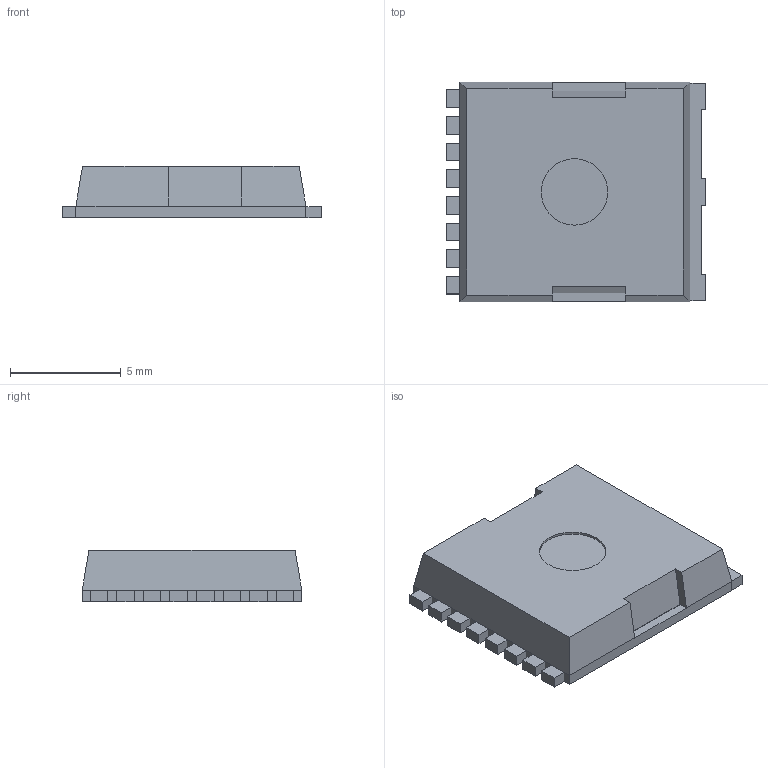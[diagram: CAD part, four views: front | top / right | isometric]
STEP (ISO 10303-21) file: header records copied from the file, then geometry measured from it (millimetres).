
FILE_DESCRIPTION(/* description */ ('model of Infineon_PG-HSOF-8-1'),/* implementation_level */ '2;1');
FILE_NAME(/* name */ 'Infineon_PG-HSOF-8-1.step',/* time_stamp */ '2023-01-24T23:51:45',/* author */ ('Ray Benitez',''),/* organization */ ('OCCT'),/* preprocessor_version */ '',/* originating_system */ 'KiCAD',/* authorisation */ '');
FILE_SCHEMA(('AUTOMOTIVE_DESIGN { 1 0 10303 214 1 1 1 1 }'));
Length unit declared in the file: millimetre
Products named in the file (8): CQ assembly; ad091e10-9c39-11ed-93f0-dde97e994e83; ad091e11-9c39-11ed-93f0-dde97e994e83; ad091e11-9c39-11ed-93f0-dde97e994e83_part; ad091e12-9c39-11ed-93f0-dde97e994e83; ad091e12-9c39-11ed-93f0-dde97e994e83_part; ad091e13-9c39-11ed-93f0-dde97e994e83; ad091e13-9c39-11ed-93f0-dde97e994e83_part
Assembly tree (7 placements, depth 4):
  CQ assembly
    ad091e10-9c39-11ed-93f0-dde97e994e83
      ad091e11-9c39-11ed-93f0-dde97e994e83
        ad091e11-9c39-11ed-93f0-dde97e994e83_part
      ad091e12-9c39-11ed-93f0-dde97e994e83
        ad091e12-9c39-11ed-93f0-dde97e994e83_part
      ad091e13-9c39-11ed-93f0-dde97e994e83
        ad091e13-9c39-11ed-93f0-dde97e994e83_part
Bounding box: 11.68 x 9.9 x 2.32 mm (x, y, z)
Volume: 254.2 mm3; surface area: 465.2 mm2
Topology: 10 solids, 10 shells, 90 faces, 203 edges, 134 vertices
Faces by surface type: plane 89, cylinder 1
Full cylindrical faces by diameter (mm): 3 x1
Entity records: 2650 total; most frequent: CARTESIAN_POINT 435, ORIENTED_EDGE 406, DIRECTION 401, EDGE_CURVE 203, LINE 201, VECTOR 201, VERTEX_POINT 134, AXIS2_PLACEMENT_3D 100
